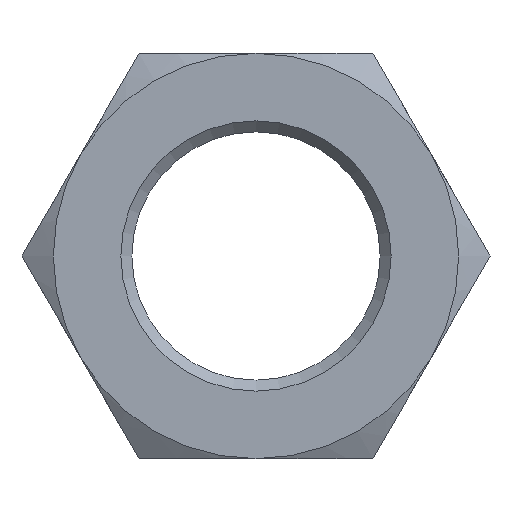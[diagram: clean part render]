
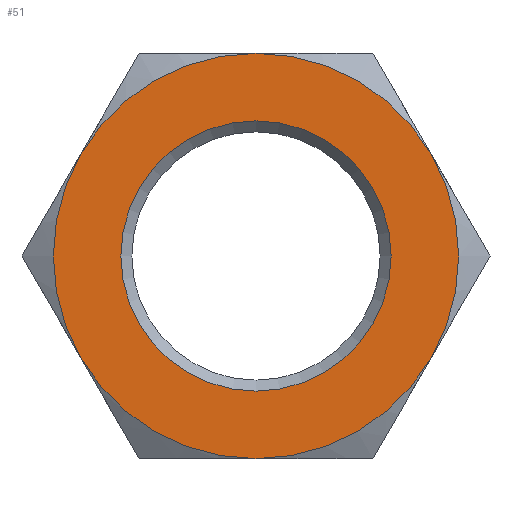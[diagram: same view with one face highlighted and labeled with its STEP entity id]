
A CAD part, left-side view. The second image highlights one B-rep face of the part: STEP entity #51.
In plain terms, the highlighted planar face has unit normal (-1, 0, 0).
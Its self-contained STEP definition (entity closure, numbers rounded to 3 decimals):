
#51 = ADVANCED_FACE( '', ( #116, #117 ), #118, .F. );
#116 = FACE_OUTER_BOUND( '', #197, .T. );
#117 = FACE_BOUND( '', #198, .T. );
#118 = PLANE( '', #199 );
#197 = EDGE_LOOP( '', ( #286, #287, #288, #289, #290, #291 ) );
#198 = EDGE_LOOP( '', ( #292 ) );
#199 = AXIS2_PLACEMENT_3D( '', #293, #294, #295 );
#286 = ORIENTED_EDGE( '', *, *, #464, .F. );
#287 = ORIENTED_EDGE( '', *, *, #465, .F. );
#288 = ORIENTED_EDGE( '', *, *, #466, .F. );
#289 = ORIENTED_EDGE( '', *, *, #467, .F. );
#290 = ORIENTED_EDGE( '', *, *, #468, .F. );
#291 = ORIENTED_EDGE( '', *, *, #469, .F. );
#292 = ORIENTED_EDGE( '', *, *, #470, .T. );
#293 = CARTESIAN_POINT( '', ( 0., 0., 0. ) );
#294 = DIRECTION( '', ( 1., 0., 0. ) );
#295 = DIRECTION( '', ( 0., 0., -1. ) );
#464 = EDGE_CURVE( '', #528, #545, #546, .T. );
#465 = EDGE_CURVE( '', #547, #528, #548, .T. );
#466 = EDGE_CURVE( '', #541, #547, #549, .T. );
#467 = EDGE_CURVE( '', #550, #541, #551, .T. );
#468 = EDGE_CURVE( '', #552, #550, #553, .T. );
#469 = EDGE_CURVE( '', #545, #552, #554, .T. );
#470 = EDGE_CURVE( '', #555, #555, #556, .T. );
#528 = VERTEX_POINT( '', #639 );
#541 = VERTEX_POINT( '', #678 );
#545 = VERTEX_POINT( '', #694 );
#546 = CIRCLE( '', #695, 15. );
#547 = VERTEX_POINT( '', #696 );
#548 = CIRCLE( '', #697, 15. );
#549 = CIRCLE( '', #698, 15. );
#550 = VERTEX_POINT( '', #699 );
#551 = CIRCLE( '', #700, 15. );
#552 = VERTEX_POINT( '', #701 );
#553 = CIRCLE( '', #702, 15. );
#554 = CIRCLE( '', #703, 15. );
#555 = VERTEX_POINT( '', #704 );
#556 = CIRCLE( '', #705, 10. );
#639 = CARTESIAN_POINT( '', ( 0., 12.99, -7.5 ) );
#678 = CARTESIAN_POINT( '', ( 0., -12.99, -7.5 ) );
#694 = CARTESIAN_POINT( '', ( 0., 12.99, 7.5 ) );
#695 = AXIS2_PLACEMENT_3D( '', #874, #875, #876 );
#696 = CARTESIAN_POINT( '', ( 0., 0., -15. ) );
#697 = AXIS2_PLACEMENT_3D( '', #877, #878, #879 );
#698 = AXIS2_PLACEMENT_3D( '', #880, #881, #882 );
#699 = CARTESIAN_POINT( '', ( 0., -12.99, 7.5 ) );
#700 = AXIS2_PLACEMENT_3D( '', #883, #884, #885 );
#701 = CARTESIAN_POINT( '', ( 0., 0., 15. ) );
#702 = AXIS2_PLACEMENT_3D( '', #886, #887, #888 );
#703 = AXIS2_PLACEMENT_3D( '', #889, #890, #891 );
#704 = CARTESIAN_POINT( '', ( 0., 0., -10. ) );
#705 = AXIS2_PLACEMENT_3D( '', #892, #893, #894 );
#874 = CARTESIAN_POINT( '', ( 0., 0., 0. ) );
#875 = DIRECTION( '', ( 1., 0., 0. ) );
#876 = DIRECTION( '', ( 0., 0., -1. ) );
#877 = CARTESIAN_POINT( '', ( 0., 0., 0. ) );
#878 = DIRECTION( '', ( 1., 0., 0. ) );
#879 = DIRECTION( '', ( 0., 0., -1. ) );
#880 = CARTESIAN_POINT( '', ( 0., 0., 0. ) );
#881 = DIRECTION( '', ( 1., 0., 0. ) );
#882 = DIRECTION( '', ( 0., 0., -1. ) );
#883 = CARTESIAN_POINT( '', ( 0., 0., 0. ) );
#884 = DIRECTION( '', ( 1., 0., 0. ) );
#885 = DIRECTION( '', ( 0., 0., -1. ) );
#886 = CARTESIAN_POINT( '', ( 0., 0., 0. ) );
#887 = DIRECTION( '', ( 1., 0., 0. ) );
#888 = DIRECTION( '', ( 0., 0., -1. ) );
#889 = CARTESIAN_POINT( '', ( 0., 0., 0. ) );
#890 = DIRECTION( '', ( 1., 0., 0. ) );
#891 = DIRECTION( '', ( 0., 0., -1. ) );
#892 = CARTESIAN_POINT( '', ( 0., 0., 0. ) );
#893 = DIRECTION( '', ( 1., 0., 0. ) );
#894 = DIRECTION( '', ( 0., 0., -1. ) );
